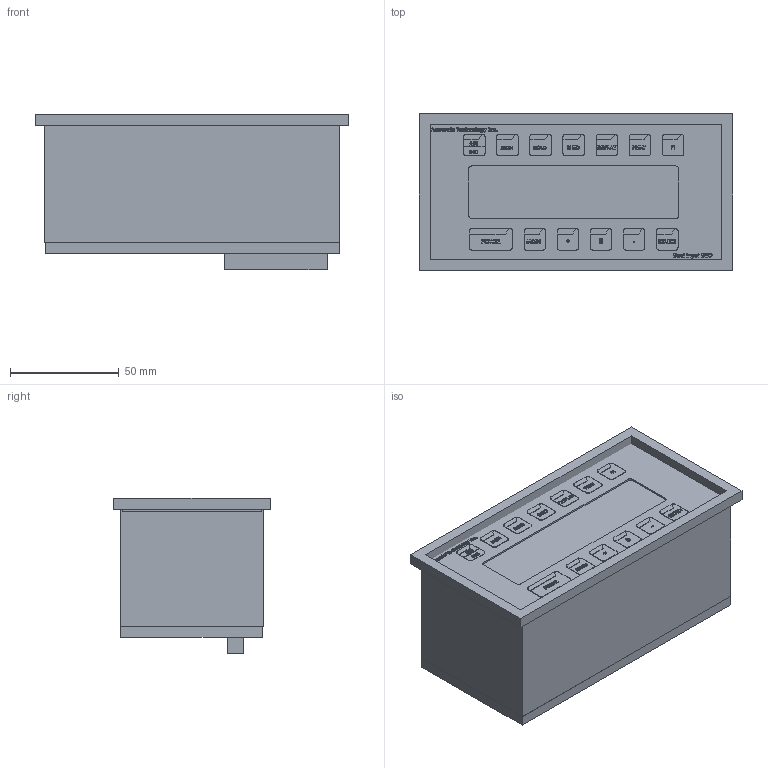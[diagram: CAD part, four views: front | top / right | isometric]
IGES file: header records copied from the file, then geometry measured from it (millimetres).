
Start section: SolidWorks IGES file using analytic representation for surfaces
Global section: file name: 700-1600-500.IGS; native system: SolidWorks 2018; preprocessor: SolidWorks 2018; author: mike; date: 190129.155937; units: inch
Bounding box: 144 x 72 x 71.62 mm (x, y, z)
Surface area: 115315.7 mm2 (no closed solid volume)
Topology: 0 solids, 0 shells, 1242 faces, 12367 edges, 12367 vertices
Faces by surface type: bspline 1186, revolution 56
